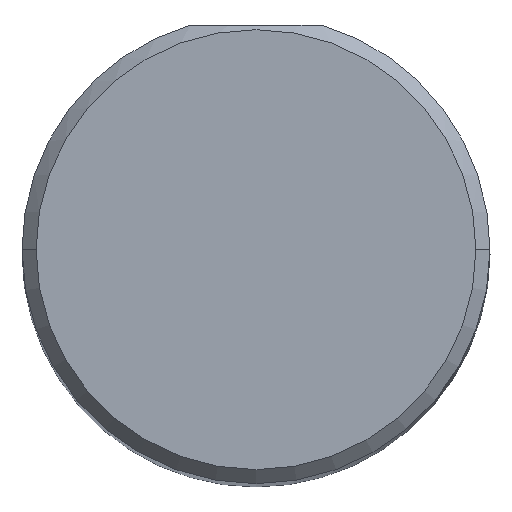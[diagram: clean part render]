
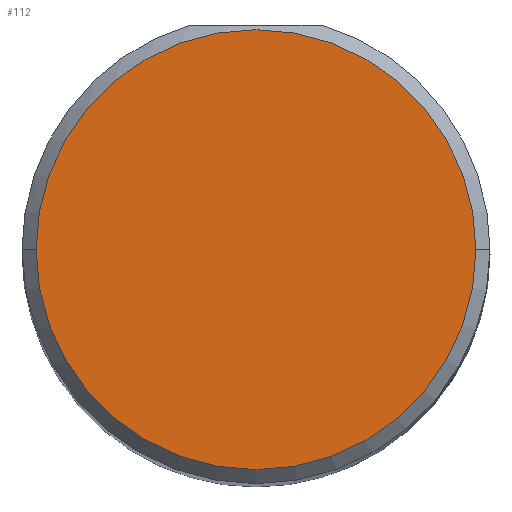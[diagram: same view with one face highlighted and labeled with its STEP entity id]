
A CAD part, top view. The second image highlights one B-rep face of the part: STEP entity #112.
In plain terms, the highlighted planar face has unit normal (0, 0, 1).
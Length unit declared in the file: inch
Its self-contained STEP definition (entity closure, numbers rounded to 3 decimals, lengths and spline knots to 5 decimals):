
#20 = EDGE_CURVE ( 'NONE', #42, #349, #69, .T. ) ;
#30 = DIRECTION ( 'NONE',  ( 0., 0., 1. ) ) ;
#33 = CARTESIAN_POINT ( 'NONE',  ( 0., 0., 3. ) ) ;
#42 = VERTEX_POINT ( 'NONE', #307 ) ;
#69 = CIRCLE ( 'NONE', #442, 0.235 ) ;
#78 = ORIENTED_EDGE ( 'NONE', *, *, #20, .T. ) ;
#89 = DIRECTION ( 'NONE',  ( 1., 0., 0. ) ) ;
#112 = ADVANCED_FACE ( 'NONE', ( #704 ), #646, .T. ) ;
#138 = CIRCLE ( 'NONE', #634, 0.235 ) ;
#207 = DIRECTION ( 'NONE',  ( 1., 0., 0. ) ) ;
#254 = ORIENTED_EDGE ( 'NONE', *, *, #464, .T. ) ;
#256 = CARTESIAN_POINT ( 'NONE',  ( 0., 0., 3. ) ) ;
#307 = CARTESIAN_POINT ( 'NONE',  ( -0.235, 0., 3. ) ) ;
#312 = DIRECTION ( 'NONE',  ( 1., 0., 0. ) ) ;
#349 = VERTEX_POINT ( 'NONE', #450 ) ;
#414 = DIRECTION ( 'NONE',  ( 0., 0., 1. ) ) ;
#442 = AXIS2_PLACEMENT_3D ( 'NONE', #256, #30, #312 ) ;
#450 = CARTESIAN_POINT ( 'NONE',  ( 0.235, 0., 3. ) ) ;
#464 = EDGE_CURVE ( 'NONE', #349, #42, #138, .T. ) ;
#595 = AXIS2_PLACEMENT_3D ( 'NONE', #33, #414, #207 ) ;
#634 = AXIS2_PLACEMENT_3D ( 'NONE', #703, #688, #89 ) ;
#642 = EDGE_LOOP ( 'NONE', ( #78, #254 ) ) ;
#646 = PLANE ( 'NONE',  #595 ) ;
#688 = DIRECTION ( 'NONE',  ( 0., 0., 1. ) ) ;
#703 = CARTESIAN_POINT ( 'NONE',  ( 0., 0., 3. ) ) ;
#704 = FACE_OUTER_BOUND ( 'NONE', #642, .T. ) ;
